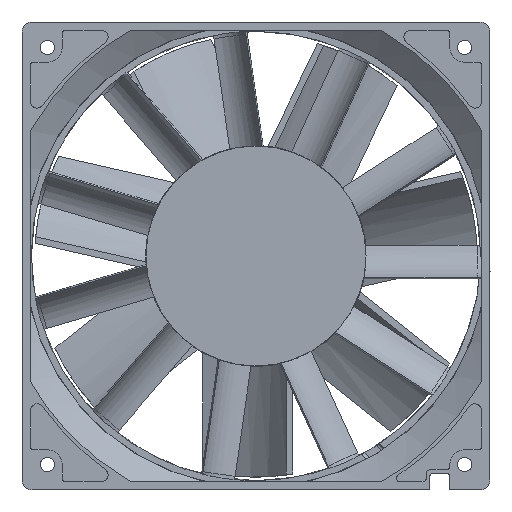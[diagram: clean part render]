
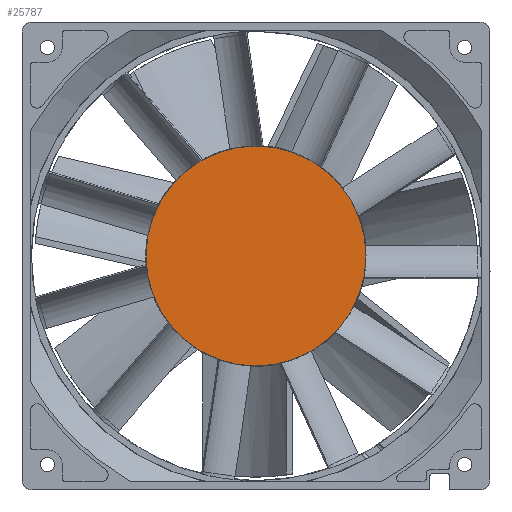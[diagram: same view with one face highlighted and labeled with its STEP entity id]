
A CAD part, front view. The second image highlights one B-rep face of the part: STEP entity #25787.
In plain terms, the highlighted planar face has unit normal (0, -1, 0).
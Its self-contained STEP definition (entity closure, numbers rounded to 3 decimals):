
#1707 = CIRCLE ( 'NONE', #1708, 32.836 ) ;
#1708 = AXIS2_PLACEMENT_3D ( 'NONE', #2504, #2505, #2506 ) ;
#2504 = CARTESIAN_POINT ( 'NONE',  ( 0., 0., 0. ) ) ;
#2505 = DIRECTION ( 'NONE',  ( 0., 1., 0. ) ) ;
#2506 = DIRECTION ( 'NONE',  ( 0., 0., 1. ) ) ;
#3825 = CARTESIAN_POINT ( 'NONE',  ( 0., 0., 32.836 ) ) ;
#3827 = CARTESIAN_POINT ( 'NONE',  ( 0., 0., -32.836 ) ) ;
#12933 = CARTESIAN_POINT ( 'NONE',  ( 0., 0., 0. ) ) ;
#12934 = DIRECTION ( 'NONE',  ( 0., 1., 0. ) ) ;
#12935 = DIRECTION ( 'NONE',  ( 0., 0., 1. ) ) ;
#13728 = CIRCLE ( 'NONE', #13733, 32.836 ) ;
#13733 = AXIS2_PLACEMENT_3D ( 'NONE', #12933, #12934, #12935 ) ;
#13927 = AXIS2_PLACEMENT_3D ( 'NONE', #14873, #14884, #14885 ) ;
#14873 = CARTESIAN_POINT ( 'NONE',  ( 0.229, 0., 0.562 ) ) ;
#14880 = FACE_OUTER_BOUND ( 'NONE', #18868, .T. ) ;
#14881 = PLANE ( 'NONE',  #13927 ) ;
#14884 = DIRECTION ( 'NONE',  ( 0., 1., 0. ) ) ;
#14885 = DIRECTION ( 'NONE',  ( 0., 0., 1. ) ) ;
#18868 = EDGE_LOOP ( 'NONE', ( #26721, #26722 ) ) ;
#22214 = EDGE_CURVE ( 'NONE', #22877, #22879, #1707, .T. ) ;
#22877 = VERTEX_POINT ( 'NONE', #3825 ) ;
#22879 = VERTEX_POINT ( 'NONE', #3827 ) ;
#25537 = EDGE_CURVE ( 'NONE', #22879, #22877, #13728, .T. ) ;
#25787 = ADVANCED_FACE ( 'NONE', ( #14880 ), #14881, .F. ) ;
#26721 = ORIENTED_EDGE ( 'NONE', *, *, #22214, .F. ) ;
#26722 = ORIENTED_EDGE ( 'NONE', *, *, #25537, .F. ) ;
